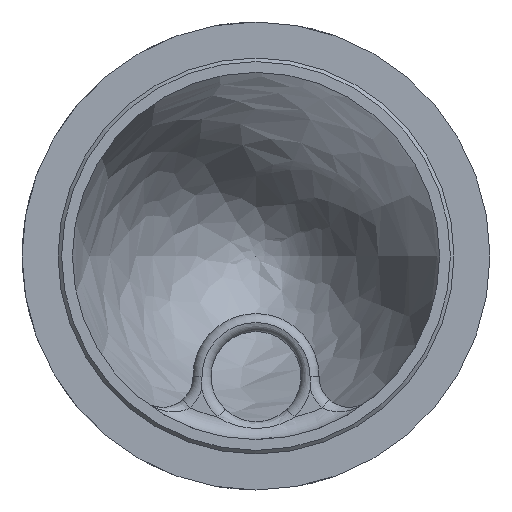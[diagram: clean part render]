
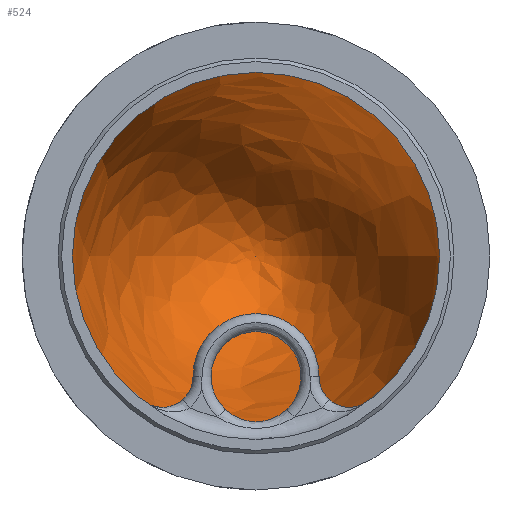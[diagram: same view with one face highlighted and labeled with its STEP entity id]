
A CAD part, front view. The second image highlights one B-rep face of the part: STEP entity #524.
In plain terms, the highlighted free-form (B-spline) face has degree [2, 2] with [3, 9] control points.
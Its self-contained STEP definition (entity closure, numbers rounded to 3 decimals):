
#14=ELLIPSE('',#602,115.,30.75);
#16=(
BOUNDED_SURFACE()
B_SPLINE_SURFACE(2,2,((#1370,#1371,#1372,#1373,#1374,#1375,#1376,#1377,
#1378),(#1379,#1380,#1381,#1382,#1383,#1384,#1385,#1386,#1387),(#1388,#1389,
#1390,#1391,#1392,#1393,#1394,#1395,#1396)),.UNSPECIFIED.,.F.,.T.,.F.)
B_SPLINE_SURFACE_WITH_KNOTS((3,3),(3,2,2,2,3),(0.,1.571),(0.,
1.571,3.142,4.712,6.283),
 .UNSPECIFIED.)
GEOMETRIC_REPRESENTATION_ITEM()
RATIONAL_B_SPLINE_SURFACE(((1.,0.707,1.,0.707,1.,
0.707,1.,0.707,1.),(0.707,0.5,0.707,
0.5,0.707,0.5,0.707,0.5,0.707),(1.,
0.707,1.,0.707,1.,0.707,1.,0.707,
1.)))
REPRESENTATION_ITEM('')
SURFACE()
);
#100=FACE_OUTER_BOUND('',#140,.T.);
#140=EDGE_LOOP('',(#474,#475,#476));
#206=B_SPLINE_CURVE_WITH_KNOTS('',3,(#1398,#1399,#1400,#1401,#1402,#1403,
#1404,#1405,#1406,#1407,#1408,#1409,#1410,#1411,#1412,#1413,#1414,#1415,
#1416,#1417,#1418,#1419,#1420,#1421,#1422,#1423,#1424,#1425,#1426,#1427,
#1428,#1429,#1430,#1431),.UNSPECIFIED.,.T.,.F.,(4,2,2,2,2,2,2,2,2,2,2,2,
2,2,2,2,4),(-1.351,-0.154,1.042,2.239,
3.435,4.632,5.828,7.025,8.221,
9.418,10.516,11.952,13.221,14.539,
15.735,17.033,17.955),.UNSPECIFIED.);
#251=VERTEX_POINT('',#1397);
#252=VERTEX_POINT('',#1432);
#326=EDGE_CURVE('',#251,#251,#206,.T.);
#327=EDGE_CURVE('',#252,#251,#14,.T.);
#474=ORIENTED_EDGE('',*,*,#326,.F.);
#475=ORIENTED_EDGE('',*,*,#327,.F.);
#476=ORIENTED_EDGE('',*,*,#327,.T.);
#524=ADVANCED_FACE('',(#100),#16,.T.);
#602=AXIS2_PLACEMENT_3D('',#1433,#761,#762);
#761=DIRECTION('center_axis',(0.,0.,-1.));
#762=DIRECTION('ref_axis',(0.,1.,0.));
#1370=CARTESIAN_POINT('Ctrl Pts',(0.,250.,0.));
#1371=CARTESIAN_POINT('Ctrl Pts',(0.,250.,0.));
#1372=CARTESIAN_POINT('Ctrl Pts',(0.,250.,0.));
#1373=CARTESIAN_POINT('Ctrl Pts',(0.,250.,0.));
#1374=CARTESIAN_POINT('Ctrl Pts',(0.,250.,0.));
#1375=CARTESIAN_POINT('Ctrl Pts',(0.,250.,0.));
#1376=CARTESIAN_POINT('Ctrl Pts',(0.,250.,0.));
#1377=CARTESIAN_POINT('Ctrl Pts',(0.,250.,0.));
#1378=CARTESIAN_POINT('Ctrl Pts',(0.,250.,0.));
#1379=CARTESIAN_POINT('Ctrl Pts',(30.75,250.,0.));
#1380=CARTESIAN_POINT('Ctrl Pts',(30.75,250.,30.75));
#1381=CARTESIAN_POINT('Ctrl Pts',(0.,250.,30.75));
#1382=CARTESIAN_POINT('Ctrl Pts',(-30.75,250.,30.75));
#1383=CARTESIAN_POINT('Ctrl Pts',(-30.75,250.,0.));
#1384=CARTESIAN_POINT('Ctrl Pts',(-30.75,250.,-30.75));
#1385=CARTESIAN_POINT('Ctrl Pts',(0.,250.,-30.75));
#1386=CARTESIAN_POINT('Ctrl Pts',(30.75,250.,-30.75));
#1387=CARTESIAN_POINT('Ctrl Pts',(30.75,250.,0.));
#1388=CARTESIAN_POINT('Ctrl Pts',(30.75,135.,0.));
#1389=CARTESIAN_POINT('Ctrl Pts',(30.75,135.,30.75));
#1390=CARTESIAN_POINT('Ctrl Pts',(0.,135.,30.75));
#1391=CARTESIAN_POINT('Ctrl Pts',(-30.75,135.,30.75));
#1392=CARTESIAN_POINT('Ctrl Pts',(-30.75,135.,0.));
#1393=CARTESIAN_POINT('Ctrl Pts',(-30.75,135.,-30.75));
#1394=CARTESIAN_POINT('Ctrl Pts',(0.,135.,-30.75));
#1395=CARTESIAN_POINT('Ctrl Pts',(30.75,135.,-30.75));
#1396=CARTESIAN_POINT('Ctrl Pts',(30.75,135.,0.));
#1397=CARTESIAN_POINT('',(30.581,147.056,0.));
#1398=CARTESIAN_POINT('Ctrl Pts',(30.581,147.056,0.));
#1399=CARTESIAN_POINT('Ctrl Pts',(30.581,147.056,-3.969));
#1400=CARTESIAN_POINT('Ctrl Pts',(29.798,147.056,-7.938));
#1401=CARTESIAN_POINT('Ctrl Pts',(26.784,147.056,-15.282));
#1402=CARTESIAN_POINT('Ctrl Pts',(24.553,147.056,-18.656));
#1403=CARTESIAN_POINT('Ctrl Pts',(18.977,147.056,-24.306));
#1404=CARTESIAN_POINT('Ctrl Pts',(15.632,147.056,-26.581));
#1405=CARTESIAN_POINT('Ctrl Pts',(8.328,147.056,-29.691));
#1406=CARTESIAN_POINT('Ctrl Pts',(4.37,147.056,-30.526));
#1407=CARTESIAN_POINT('Ctrl Pts',(-3.568,147.056,-30.63));
#1408=CARTESIAN_POINT('Ctrl Pts',(-7.546,147.056,-29.9));
#1409=CARTESIAN_POINT('Ctrl Pts',(-14.929,147.056,-26.982));
#1410=CARTESIAN_POINT('Ctrl Pts',(-18.332,147.056,-24.796));
#1411=CARTESIAN_POINT('Ctrl Pts',(-24.055,147.056,-19.294));
#1412=CARTESIAN_POINT('Ctrl Pts',(-26.374,147.056,-15.98));
#1413=CARTESIAN_POINT('Ctrl Pts',(-29.579,147.056,-8.717));
#1414=CARTESIAN_POINT('Ctrl Pts',(-30.466,147.056,-4.771));
#1415=CARTESIAN_POINT('Ctrl Pts',(-30.674,147.056,3.165));
#1416=CARTESIAN_POINT('Ctrl Pts',(-29.996,147.056,7.153));
#1417=CARTESIAN_POINT('Ctrl Pts',(-27.291,147.056,14.27));
#1418=CARTESIAN_POINT('Ctrl Pts',(-25.381,147.056,17.443));
#1419=CARTESIAN_POINT('Ctrl Pts',(-19.833,147.056,23.759));
#1420=CARTESIAN_POINT('Ctrl Pts',(-15.841,147.056,26.588));
#1421=CARTESIAN_POINT('Ctrl Pts',(-7.516,147.056,29.94));
#1422=CARTESIAN_POINT('Ctrl Pts',(-3.281,147.056,30.694));
#1423=CARTESIAN_POINT('Ctrl Pts',(5.299,147.056,30.434));
#1424=CARTESIAN_POINT('Ctrl Pts',(9.638,147.056,29.35));
#1425=CARTESIAN_POINT('Ctrl Pts',(17.114,147.056,25.652));
#1426=CARTESIAN_POINT('Ctrl Pts',(20.322,147.056,23.193));
#1427=CARTESIAN_POINT('Ctrl Pts',(25.791,147.056,16.986));
#1428=CARTESIAN_POINT('Ctrl Pts',(27.943,147.056,13.149));
#1429=CARTESIAN_POINT('Ctrl Pts',(30.118,147.056,6.116));
#1430=CARTESIAN_POINT('Ctrl Pts',(30.581,147.056,3.058));
#1431=CARTESIAN_POINT('Ctrl Pts',(30.581,147.056,0.));
#1432=CARTESIAN_POINT('',(0.,250.,0.));
#1433=CARTESIAN_POINT('Origin',(0.,135.,0.));
